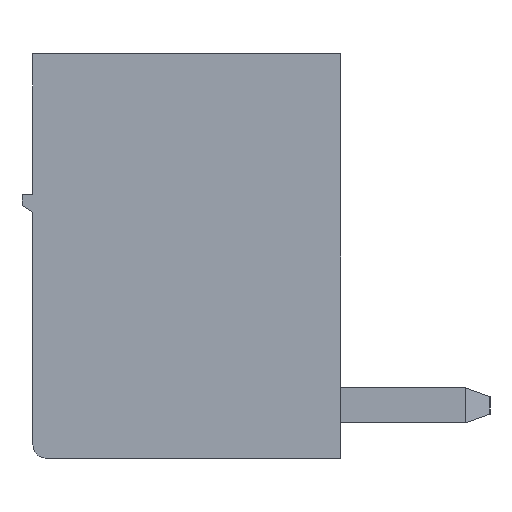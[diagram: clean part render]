
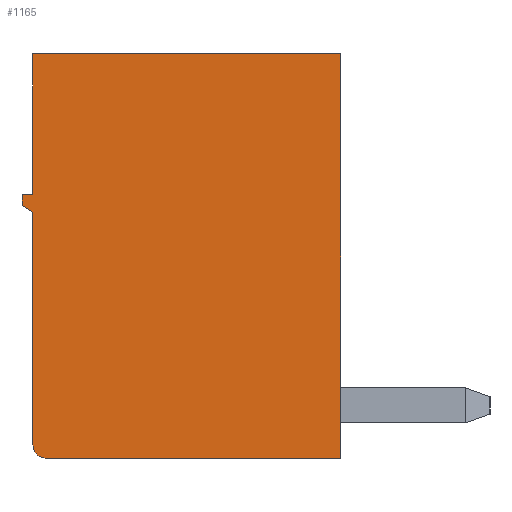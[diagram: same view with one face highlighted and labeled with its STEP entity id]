
A CAD part, left-side view. The second image highlights one B-rep face of the part: STEP entity #1165.
In plain terms, the highlighted planar face has unit normal (-1, 0, 0).
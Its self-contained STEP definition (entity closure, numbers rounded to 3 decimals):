
#1165 = ADVANCED_FACE( '', ( #2656 ), #2657, .F. );
#2656 = FACE_OUTER_BOUND( '', #4468, .T. );
#2657 = PLANE( '', #4469 );
#4468 = EDGE_LOOP( '', ( #7992, #7993, #7994, #7995, #7996, #7997, #7998, #7999, #8000 ) );
#4469 = AXIS2_PLACEMENT_3D( '', #8001, #8002, #8003 );
#7992 = ORIENTED_EDGE( '', *, *, #11029, .F. );
#7993 = ORIENTED_EDGE( '', *, *, #12151, .F. );
#7994 = ORIENTED_EDGE( '', *, *, #11828, .F. );
#7995 = ORIENTED_EDGE( '', *, *, #12152, .F. );
#7996 = ORIENTED_EDGE( '', *, *, #12153, .F. );
#7997 = ORIENTED_EDGE( '', *, *, #12154, .F. );
#7998 = ORIENTED_EDGE( '', *, *, #12155, .F. );
#7999 = ORIENTED_EDGE( '', *, *, #11247, .T. );
#8000 = ORIENTED_EDGE( '', *, *, #10940, .F. );
#8001 = CARTESIAN_POINT( '', ( -1027.527, -339.14, 0.933 ) );
#8002 = DIRECTION( '', ( 1., 0., 0. ) );
#8003 = DIRECTION( '', ( 0., 1., 0. ) );
#10940 = EDGE_CURVE( '', #13178, #13034, #13180, .T. );
#11029 = EDGE_CURVE( '', #13330, #13178, #13332, .T. );
#11247 = EDGE_CURVE( '', #13695, #13034, #13698, .T. );
#11828 = EDGE_CURVE( '', #14646, #14642, #14648, .T. );
#12151 = EDGE_CURVE( '', #14642, #13330, #15092, .T. );
#12152 = EDGE_CURVE( '', #15093, #14646, #15094, .T. );
#12153 = EDGE_CURVE( '', #15095, #15093, #15096, .T. );
#12154 = EDGE_CURVE( '', #15097, #15095, #15098, .T. );
#12155 = EDGE_CURVE( '', #13695, #15097, #15099, .T. );
#13034 = VERTEX_POINT( '', #16176 );
#13178 = VERTEX_POINT( '', #16394 );
#13180 = LINE( '', #16397, #16398 );
#13330 = VERTEX_POINT( '', #16621 );
#13332 = LINE( '', #16624, #16625 );
#13695 = VERTEX_POINT( '', #17149 );
#13698 = CIRCLE( '', #17153, 0.3 );
#14642 = VERTEX_POINT( '', #18523 );
#14646 = VERTEX_POINT( '', #18529 );
#14648 = LINE( '', #18532, #18533 );
#15092 = LINE( '', #19202, #19203 );
#15093 = VERTEX_POINT( '', #19204 );
#15094 = LINE( '', #19205, #19206 );
#15095 = VERTEX_POINT( '', #19207 );
#15096 = LINE( '', #19208, #19209 );
#15097 = VERTEX_POINT( '', #19210 );
#15098 = LINE( '', #19211, #19212 );
#15099 = LINE( '', #19213, #19214 );
#16176 = CARTESIAN_POINT( '', ( -1027.527, -339.44, -8.267 ) );
#16394 = CARTESIAN_POINT( '', ( -1027.527, -346.14, -8.267 ) );
#16397 = CARTESIAN_POINT( '', ( -1027.527, -339.44, -8.267 ) );
#16398 = VECTOR( '', #20601, 1000. );
#16621 = CARTESIAN_POINT( '', ( -1027.527, -346.14, 0.933 ) );
#16624 = CARTESIAN_POINT( '', ( -1027.527, -346.14, -8.267 ) );
#16625 = VECTOR( '', #20697, 1000. );
#17149 = CARTESIAN_POINT( '', ( -1027.527, -339.14, -7.967 ) );
#17153 = AXIS2_PLACEMENT_3D( '', #20896, #20897, #20898 );
#18523 = CARTESIAN_POINT( '', ( -1027.527, -339.14, 0.933 ) );
#18529 = CARTESIAN_POINT( '', ( -1027.527, -339.14, -2.267 ) );
#18532 = CARTESIAN_POINT( '', ( -1027.527, -339.14, 0.933 ) );
#18533 = VECTOR( '', #21424, 1000. );
#19202 = CARTESIAN_POINT( '', ( -1027.527, -346.14, 0.933 ) );
#19203 = VECTOR( '', #21665, 1000. );
#19204 = CARTESIAN_POINT( '', ( -1027.527, -338.89, -2.267 ) );
#19205 = CARTESIAN_POINT( '', ( -1027.527, -339.14, -2.267 ) );
#19206 = VECTOR( '', #21666, 1000. );
#19207 = CARTESIAN_POINT( '', ( -1027.527, -338.89, -2.517 ) );
#19208 = CARTESIAN_POINT( '', ( -1027.527, -338.89, -2.267 ) );
#19209 = VECTOR( '', #21667, 1000. );
#19210 = CARTESIAN_POINT( '', ( -1027.527, -339.14, -2.667 ) );
#19211 = CARTESIAN_POINT( '', ( -1027.527, -338.89, -2.517 ) );
#19212 = VECTOR( '', #21668, 1000. );
#19213 = CARTESIAN_POINT( '', ( -1027.527, -339.14, -2.667 ) );
#19214 = VECTOR( '', #21669, 1000. );
#20601 = DIRECTION( '', ( 0., 1., 0. ) );
#20697 = DIRECTION( '', ( 0., 0., -1. ) );
#20896 = CARTESIAN_POINT( '', ( -1027.527, -339.44, -7.967 ) );
#20897 = DIRECTION( '', ( -1., 0., 0. ) );
#20898 = DIRECTION( '', ( 0., 0., -1. ) );
#21424 = DIRECTION( '', ( 0., 0., 1. ) );
#21665 = DIRECTION( '', ( 0., -1., 0. ) );
#21666 = DIRECTION( '', ( 0., -1., 0. ) );
#21667 = DIRECTION( '', ( 0., 0., 1. ) );
#21668 = DIRECTION( '', ( 0., 0.857, 0.514 ) );
#21669 = DIRECTION( '', ( 0., 0., 1. ) );
